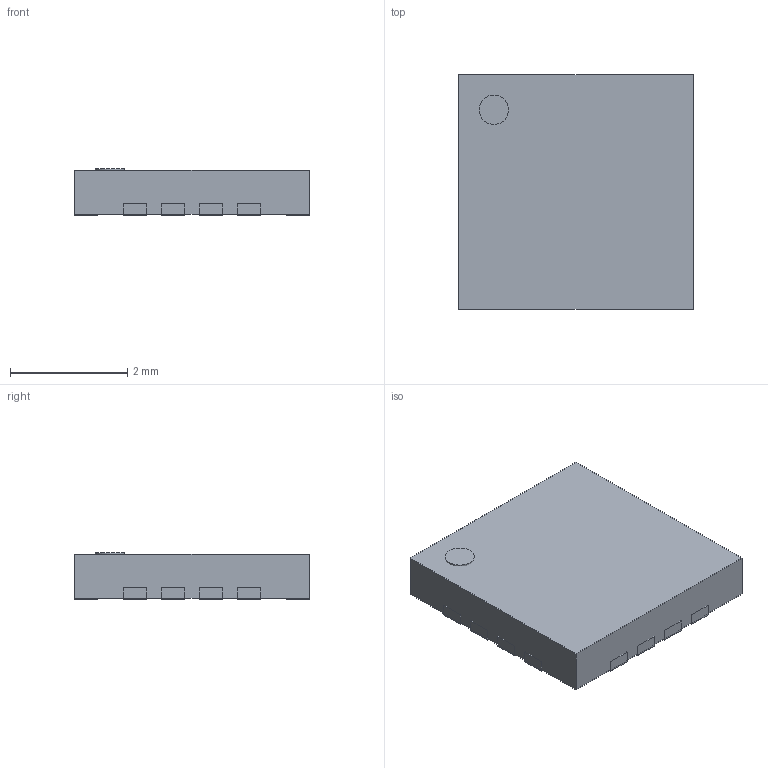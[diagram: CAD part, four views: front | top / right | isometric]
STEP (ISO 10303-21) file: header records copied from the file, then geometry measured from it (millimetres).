
FILE_DESCRIPTION(('FreeCAD Model'),'2;1');
FILE_NAME('MPLQ-16.step', '2018-03-02T23:31:28',('Author'),(''), 'Open CASCADE STEP processor 7.1','FreeCAD','Unknown');
FILE_SCHEMA(('AUTOMOTIVE_DESIGN { 1 0 10303 214 1 1 1 1 }'));
Length unit declared in the file: millimetre
Products named in the file (18): Body001; cube002; cube; cube003; cube001; cube004; cube005; cube006; cube007; cube009; cube008; cube010; cube011; cube012; cube013; cube014; cube015; cube016
Bounding box: 4.02 x 4.02 x 0.8 mm (x, y, z)
Volume: 12.6 mm3; surface area: 55.4 mm2
Topology: 18 solids, 18 shells, 105 faces, 207 edges, 138 vertices
Faces by surface type: plane 104, cylinder 1
Full cylindrical faces by diameter (mm): 0.5 x1
Entity records: 5663 total; most frequent: CARTESIAN_POINT 865, DIRECTION 835, LINE 617, VECTOR 617, ORIENTED_EDGE 414, PCURVE 414, DEFINITIONAL_REPRESENTATION 414, EDGE_CURVE 207
